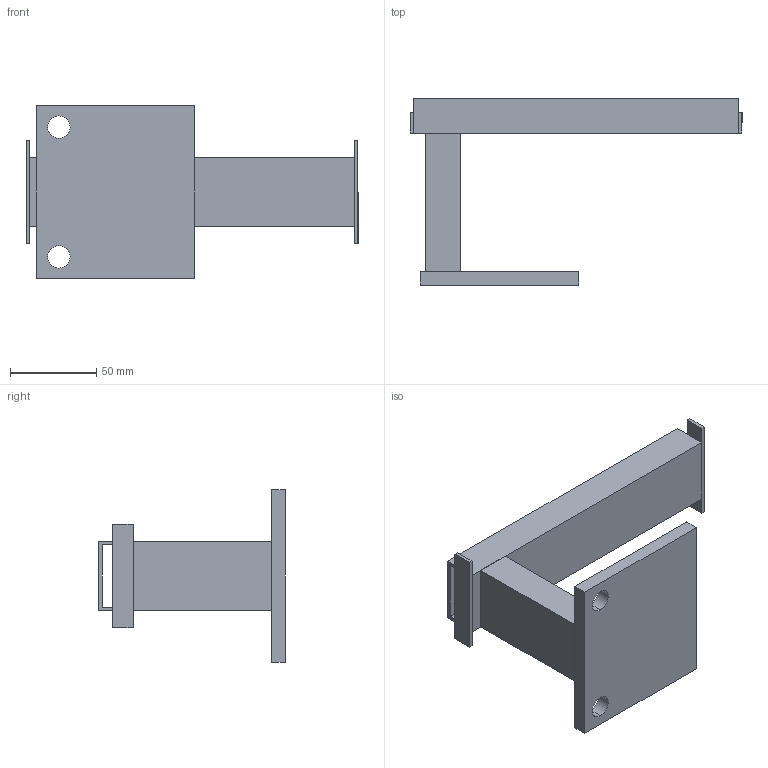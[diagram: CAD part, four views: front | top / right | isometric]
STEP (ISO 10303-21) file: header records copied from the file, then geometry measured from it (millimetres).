
FILE_DESCRIPTION (( 'STEP AP214' ), '1' );
FILE_NAME ('6044543.STEP', '2019-11-18T09:27:08', ( '' ), ( '' ), 'SwSTEP 2.0', 'SolidWorks 2018', '' );
FILE_SCHEMA (( 'AUTOMOTIVE_DESIGN' ));
Length unit declared in the file: millimetre
Products named in the file (5): 137894_L188; 137953_Standard; 6044543; 137894_L80; 137892_NB100-NB200 D13
Assembly tree (5 placements, depth 2):
  6044543
    137892_NB100-NB200 D13
    137894_L80
    137894_L188
    137953_Standard  x2
Bounding box: 192 x 108 x 100 mm (x, y, z)
Volume: 133988.3 mm3; surface area: 85870.5 mm2
Topology: 5 solids, 5 shells, 42 faces, 96 edges, 64 vertices
Faces by surface type: plane 38, cylinder 4
Entity records: 1634 total; most frequent: CARTESIAN_POINT 184, DIRECTION 180, ORIENTED_EDGE 168, EDGE_CURVE 84, VECTOR 76, LINE 76, VERTEX_POINT 56, AXIS2_PLACEMENT_3D 52
